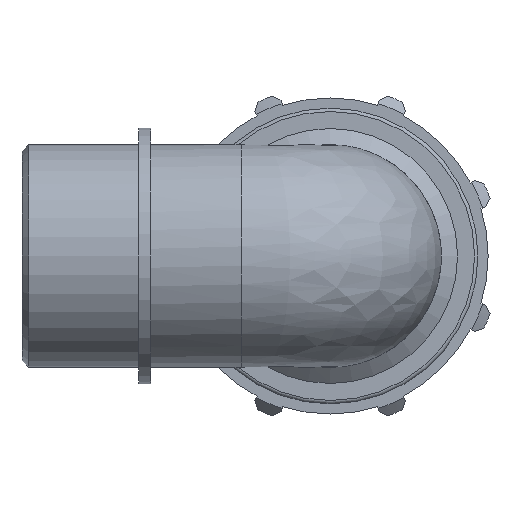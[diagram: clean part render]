
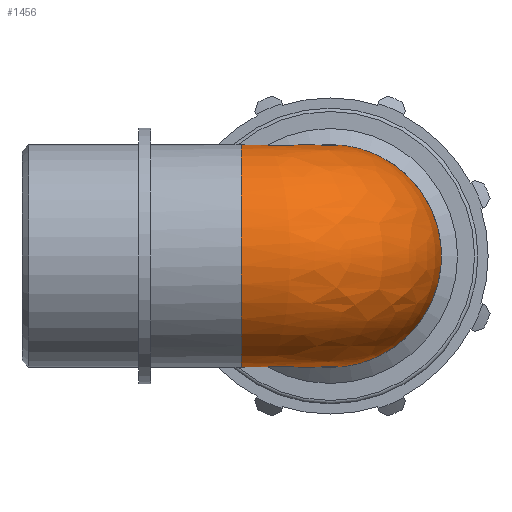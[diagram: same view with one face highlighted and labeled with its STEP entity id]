
A CAD part, left-side view. The second image highlights one B-rep face of the part: STEP entity #1456.
In plain terms, the highlighted free-form (B-spline) face has degree [2, 2] with [9, 3] control points.
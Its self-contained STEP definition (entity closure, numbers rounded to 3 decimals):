
#293=(
BOUNDED_SURFACE()
B_SPLINE_SURFACE(2,2,((#2140,#2141,#2142),(#2143,#2144,#2145),(#2146,#2147,
#2148),(#2149,#2150,#2151),(#2152,#2153,#2154),(#2155,#2156,#2157),(#2158,
#2159,#2160),(#2161,#2162,#2163),(#2164,#2165,#2166)),.UNSPECIFIED.,.F.,
 .F.,.F.)
B_SPLINE_SURFACE_WITH_KNOTS((3,2,2,2,3),(3,3),(-2.498,-1.249,
0.,1.249,2.498),(-3.142,-1.571),
 .UNSPECIFIED.)
GEOMETRIC_REPRESENTATION_ITEM()
RATIONAL_B_SPLINE_SURFACE(((1.,0.707,1.),(0.811,
0.574,0.811),(1.,0.707,1.),(0.811,
0.574,0.811),(1.,0.707,1.),(0.811,
0.574,0.811),(1.,0.707,1.),(0.811,
0.574,0.811),(1.,0.707,1.)))
REPRESENTATION_ITEM('')
SURFACE()
);
#330=FACE_OUTER_BOUND('',#418,.T.);
#418=EDGE_LOOP('',(#951,#952));
#530=CIRCLE('',#1544,20.955);
#533=CIRCLE('',#1550,20.955);
#600=VERTEX_POINT('',#2112);
#601=VERTEX_POINT('',#2114);
#742=EDGE_CURVE('',#600,#601,#530,.T.);
#747=EDGE_CURVE('',#600,#601,#533,.T.);
#951=ORIENTED_EDGE('',*,*,#747,.T.);
#952=ORIENTED_EDGE('',*,*,#742,.F.);
#1456=ADVANCED_FACE('',(#330),#293,.F.);
#1544=AXIS2_PLACEMENT_3D('',#2115,#1705,#1706);
#1550=AXIS2_PLACEMENT_3D('',#2137,#1717,#1718);
#1705=DIRECTION('center_axis',(1.,0.,0.));
#1706=DIRECTION('ref_axis',(0.,-1.,0.));
#1717=DIRECTION('center_axis',(0.,-1.,0.));
#1718=DIRECTION('ref_axis',(-1.,0.,0.));
#2112=CARTESIAN_POINT('',(16.764,16.764,12.573));
#2114=CARTESIAN_POINT('',(16.764,16.764,-12.573));
#2115=CARTESIAN_POINT('Origin',(16.764,0.,0.));
#2137=CARTESIAN_POINT('Origin',(0.,16.764,0.));
#2140=CARTESIAN_POINT('Ctrl Pts',(16.764,16.764,-12.573));
#2141=CARTESIAN_POINT('Ctrl Pts',(16.764,16.764,-12.573));
#2142=CARTESIAN_POINT('Ctrl Pts',(16.764,16.764,-12.573));
#2143=CARTESIAN_POINT('Ctrl Pts',(7.702,16.764,-24.656));
#2144=CARTESIAN_POINT('Ctrl Pts',(7.702,7.702,-24.656));
#2145=CARTESIAN_POINT('Ctrl Pts',(16.764,7.702,-24.656));
#2146=CARTESIAN_POINT('Ctrl Pts',(-6.627,16.764,-19.88));
#2147=CARTESIAN_POINT('Ctrl Pts',(-6.627,-6.627,-19.88));
#2148=CARTESIAN_POINT('Ctrl Pts',(16.764,-6.627,-19.88));
#2149=CARTESIAN_POINT('Ctrl Pts',(-20.955,16.764,-15.104));
#2150=CARTESIAN_POINT('Ctrl Pts',(-20.955,-20.955,-15.104));
#2151=CARTESIAN_POINT('Ctrl Pts',(16.764,-20.955,-15.104));
#2152=CARTESIAN_POINT('Ctrl Pts',(-20.955,16.764,0.));
#2153=CARTESIAN_POINT('Ctrl Pts',(-20.955,-20.955,0.));
#2154=CARTESIAN_POINT('Ctrl Pts',(16.764,-20.955,0.));
#2155=CARTESIAN_POINT('Ctrl Pts',(-20.955,16.764,15.104));
#2156=CARTESIAN_POINT('Ctrl Pts',(-20.955,-20.955,15.104));
#2157=CARTESIAN_POINT('Ctrl Pts',(16.764,-20.955,15.104));
#2158=CARTESIAN_POINT('Ctrl Pts',(-6.627,16.764,19.88));
#2159=CARTESIAN_POINT('Ctrl Pts',(-6.627,-6.627,19.88));
#2160=CARTESIAN_POINT('Ctrl Pts',(16.764,-6.627,19.88));
#2161=CARTESIAN_POINT('Ctrl Pts',(7.702,16.764,24.656));
#2162=CARTESIAN_POINT('Ctrl Pts',(7.702,7.702,24.656));
#2163=CARTESIAN_POINT('Ctrl Pts',(16.764,7.702,24.656));
#2164=CARTESIAN_POINT('Ctrl Pts',(16.764,16.764,12.573));
#2165=CARTESIAN_POINT('Ctrl Pts',(16.764,16.764,12.573));
#2166=CARTESIAN_POINT('Ctrl Pts',(16.764,16.764,12.573));
